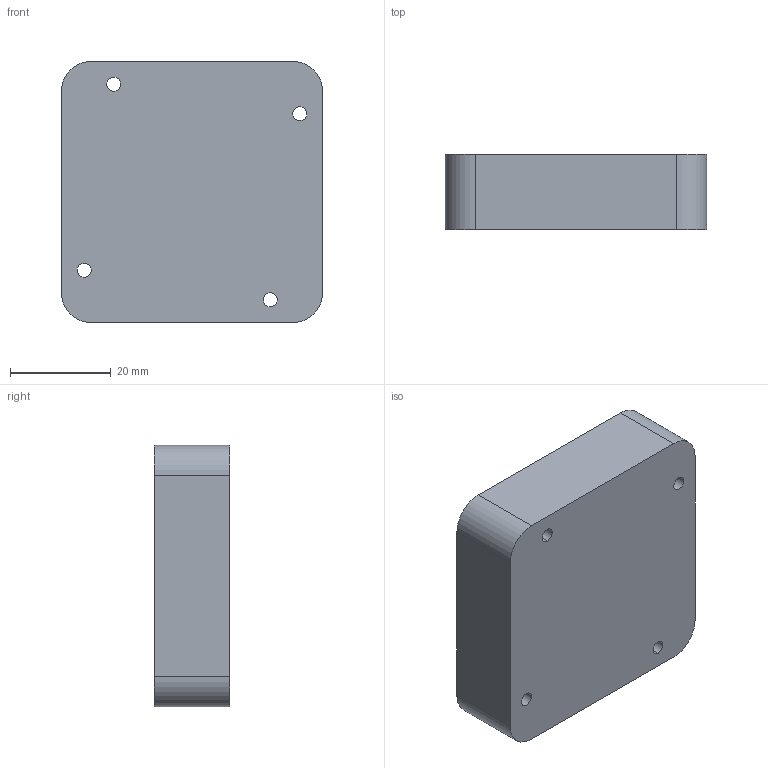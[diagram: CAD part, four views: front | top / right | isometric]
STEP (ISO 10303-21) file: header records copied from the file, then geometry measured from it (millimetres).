
FILE_DESCRIPTION((''),'2;1');
FILE_NAME('GEHAEUSE','2024-07-07T19:25:30',('agsler'),(''),'CREO PARAMETRIC BY PTC INC, 2023073','CREO PARAMETRIC BY PTC INC, 2023073','');
FILE_SCHEMA(('CONFIG_CONTROL_DESIGN'));
Length unit declared in the file: millimetre
Products named in the file (1): GEHAEUSE
Bounding box: 52 x 15 x 52 mm (x, y, z)
Volume: 21093.3 mm3; surface area: 11513.8 mm2
Topology: 1 solids, 8 shells, 104 faces, 262 edges, 168 vertices
Faces by surface type: cylinder 63, plane 27, cone 14
Entity records: 3199 total; most frequent: DIRECTION 594, CARTESIAN_POINT 580, ORIENTED_EDGE 472, EDGE_CURVE 250, AXIS2_PLACEMENT_3D 243, VERTEX_POINT 168, CIRCLE 138, EDGE_LOOP 134
